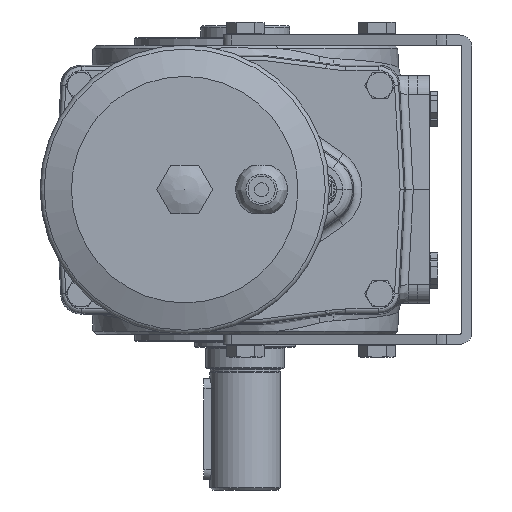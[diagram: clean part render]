
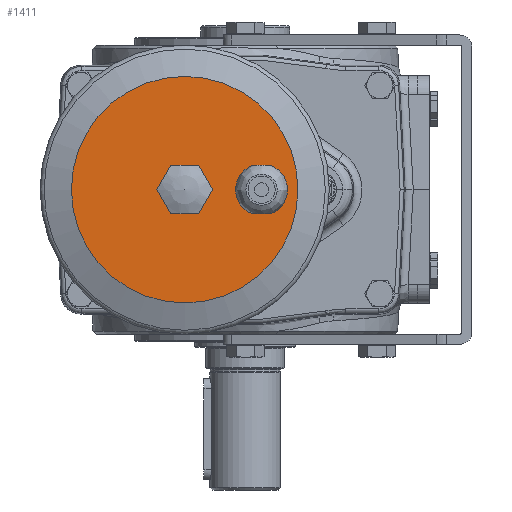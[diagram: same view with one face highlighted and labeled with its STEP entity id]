
A CAD part, left-side view. The second image highlights one B-rep face of the part: STEP entity #1411.
In plain terms, the highlighted planar face has unit normal (-1, 0, 0).
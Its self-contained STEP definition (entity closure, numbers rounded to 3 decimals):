
#1411 = ADVANCED_FACE( '', ( #3731, #3732, #3733 ), #3734, .T. );
#3731 = FACE_BOUND( '', #7892, .T. );
#3732 = FACE_OUTER_BOUND( '', #7893, .T. );
#3733 = FACE_BOUND( '', #7894, .T. );
#3734 = PLANE( '', #7895 );
#7892 = EDGE_LOOP( '', ( #16199, #16200, #16201, #16202 ) );
#7893 = EDGE_LOOP( '', ( #16203 ) );
#7894 = EDGE_LOOP( '', ( #16204, #16205, #16206, #16207, #16208, #16209 ) );
#7895 = AXIS2_PLACEMENT_3D( '', #16210, #16211, #16212 );
#16199 = ORIENTED_EDGE( '', *, *, #23496, .F. );
#16200 = ORIENTED_EDGE( '', *, *, #23497, .F. );
#16201 = ORIENTED_EDGE( '', *, *, #23498, .F. );
#16202 = ORIENTED_EDGE( '', *, *, #23499, .T. );
#16203 = ORIENTED_EDGE( '', *, *, #22684, .T. );
#16204 = ORIENTED_EDGE( '', *, *, #23331, .T. );
#16205 = ORIENTED_EDGE( '', *, *, #23500, .T. );
#16206 = ORIENTED_EDGE( '', *, *, #23501, .T. );
#16207 = ORIENTED_EDGE( '', *, *, #23502, .T. );
#16208 = ORIENTED_EDGE( '', *, *, #23503, .T. );
#16209 = ORIENTED_EDGE( '', *, *, #23504, .T. );
#16210 = CARTESIAN_POINT( '', ( -555., -26., 0. ) );
#16211 = DIRECTION( '', ( -1., 0., 0. ) );
#16212 = DIRECTION( '', ( 0., -1., 0. ) );
#22684 = EDGE_CURVE( '', #25719, #25719, #25720, .T. );
#23331 = EDGE_CURVE( '', #26815, #26819, #26821, .T. );
#23496 = EDGE_CURVE( '', #27088, #27089, #27090, .T. );
#23497 = EDGE_CURVE( '', #27091, #27088, #27092, .T. );
#23498 = EDGE_CURVE( '', #27093, #27091, #27094, .T. );
#23499 = EDGE_CURVE( '', #27093, #27089, #27095, .T. );
#23500 = EDGE_CURVE( '', #26819, #27096, #27097, .T. );
#23501 = EDGE_CURVE( '', #27096, #27098, #27099, .T. );
#23502 = EDGE_CURVE( '', #27098, #27100, #27101, .T. );
#23503 = EDGE_CURVE( '', #27100, #27102, #27103, .T. );
#23504 = EDGE_CURVE( '', #27102, #26815, #27104, .T. );
#25719 = VERTEX_POINT( '', #30085 );
#25720 = CIRCLE( '', #30086, 56. );
#26815 = VERTEX_POINT( '', #32271 );
#26819 = VERTEX_POINT( '', #32276 );
#26821 = LINE( '', #32279, #32280 );
#27088 = VERTEX_POINT( '', #32669 );
#27089 = VERTEX_POINT( '', #32670 );
#27090 = CIRCLE( '', #32671, 12.8 );
#27091 = VERTEX_POINT( '', #32672 );
#27092 = LINE( '', #32673, #32674 );
#27093 = VERTEX_POINT( '', #32675 );
#27094 = CIRCLE( '', #32676, 12.8 );
#27095 = LINE( '', #32677, #32678 );
#27096 = VERTEX_POINT( '', #32679 );
#27097 = LINE( '', #32680, #32681 );
#27098 = VERTEX_POINT( '', #32682 );
#27099 = LINE( '', #32683, #32684 );
#27100 = VERTEX_POINT( '', #32685 );
#27101 = LINE( '', #32686, #32687 );
#27102 = VERTEX_POINT( '', #32688 );
#27103 = LINE( '', #32689, #32690 );
#27104 = LINE( '', #32691, #32692 );
#30085 = CARTESIAN_POINT( '', ( -555., -26., 0. ) );
#30086 = AXIS2_PLACEMENT_3D( '', #38139, #38140, #38141 );
#32271 = CARTESIAN_POINT( '', ( -555., 36.928, -12. ) );
#32276 = CARTESIAN_POINT( '', ( -555., 43.856, 0. ) );
#32279 = CARTESIAN_POINT( '', ( -555., 36.928, -12. ) );
#32280 = VECTOR( '', #38954, 1000. );
#32669 = CARTESIAN_POINT( '', ( -555., -3.546, 12. ) );
#32670 = CARTESIAN_POINT( '', ( -555., -3.546, -12. ) );
#32671 = AXIS2_PLACEMENT_3D( '', #39196, #39197, #39198 );
#32672 = CARTESIAN_POINT( '', ( -555., -12.454, 12. ) );
#32673 = CARTESIAN_POINT( '', ( -555., -12.454, 12. ) );
#32674 = VECTOR( '', #39199, 1000. );
#32675 = CARTESIAN_POINT( '', ( -555., -12.454, -12. ) );
#32676 = AXIS2_PLACEMENT_3D( '', #39200, #39201, #39202 );
#32677 = CARTESIAN_POINT( '', ( -555., -12.454, -12. ) );
#32678 = VECTOR( '', #39203, 1000. );
#32679 = CARTESIAN_POINT( '', ( -555., 36.928, 12. ) );
#32680 = CARTESIAN_POINT( '', ( -555., 43.856, 0. ) );
#32681 = VECTOR( '', #39204, 1000. );
#32682 = CARTESIAN_POINT( '', ( -555., 23.072, 12. ) );
#32683 = CARTESIAN_POINT( '', ( -555., 36.928, 12. ) );
#32684 = VECTOR( '', #39205, 1000. );
#32685 = CARTESIAN_POINT( '', ( -555., 16.144, 0. ) );
#32686 = CARTESIAN_POINT( '', ( -555., 23.072, 12. ) );
#32687 = VECTOR( '', #39206, 1000. );
#32688 = CARTESIAN_POINT( '', ( -555., 23.072, -12. ) );
#32689 = CARTESIAN_POINT( '', ( -555., 16.144, 0. ) );
#32690 = VECTOR( '', #39207, 1000. );
#32691 = CARTESIAN_POINT( '', ( -555., 23.072, -12. ) );
#32692 = VECTOR( '', #39208, 1000. );
#38139 = CARTESIAN_POINT( '', ( -555., 30., 0. ) );
#38140 = DIRECTION( '', ( -1., 0., 0. ) );
#38141 = DIRECTION( '', ( 0., -1., 0. ) );
#38954 = DIRECTION( '', ( 0., 0.5, 0.866 ) );
#39196 = CARTESIAN_POINT( '', ( -555., -8., 0. ) );
#39197 = DIRECTION( '', ( -1., 0., 0. ) );
#39198 = DIRECTION( '', ( 0., -1., 0. ) );
#39199 = DIRECTION( '', ( 0., 1., 0. ) );
#39200 = CARTESIAN_POINT( '', ( -555., -8., 0. ) );
#39201 = DIRECTION( '', ( -1., 0., 0. ) );
#39202 = DIRECTION( '', ( 0., -1., 0. ) );
#39203 = DIRECTION( '', ( 0., 1., 0. ) );
#39204 = DIRECTION( '', ( 0., -0.5, 0.866 ) );
#39205 = DIRECTION( '', ( 0., -1., 0. ) );
#39206 = DIRECTION( '', ( 0., -0.5, -0.866 ) );
#39207 = DIRECTION( '', ( 0., 0.5, -0.866 ) );
#39208 = DIRECTION( '', ( 0., 1., 0. ) );
